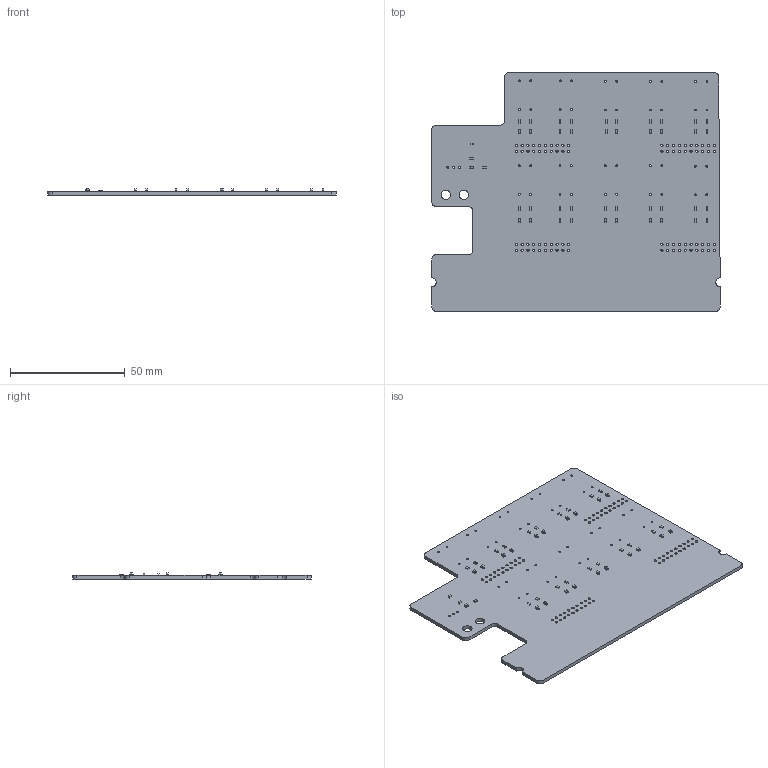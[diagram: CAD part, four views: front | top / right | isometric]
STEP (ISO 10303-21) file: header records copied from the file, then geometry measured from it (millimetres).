
FILE_DESCRIPTION(('KiCad electronic assembly'),'2;1');
FILE_NAME('GiecoBoard_2021_Rev1.step','2020-11-30T17:03:50',('An Author' ),('A Company'),'Open CASCADE STEP processor 6.8', 'KiCad to STEP converter','Unknown');
FILE_SCHEMA(('AUTOMOTIVE_DESIGN_CC2 { 1 2 10303 214 -1 1 5 4 }'));
Length unit declared in the file: millimetre
Products named in the file (8): Open CASCADE STEP translator 6.8 1; C_0603_1608Metric; SOLID; R_0603_1608Metric; LED_0603_1608Metric; COMPOUND
Assembly tree (48 placements, depth 3):
  Open CASCADE STEP translator 6.8 1
    C_0603_1608Metric  x2
      SOLID
    R_0603_1608Metric  x21
      SOLID
    LED_0603_1608Metric  x21
      SOLID
    COMPOUND
Bounding box: 125.73 x 104.14 x 2.75 mm (x, y, z)
Volume: 18979 mm3; surface area: 25343.8 mm2
Topology: 45 solids, 47 shells, 1807 faces, 4818 edges, 3128 vertices
Faces by surface type: plane 1308, cylinder 499
Full cylindrical faces by diameter (mm): 0.813 x40, 0.889 x3, 1 x80, 4.104 x2
Entity records: 23092 total; most frequent: CARTESIAN_POINT 7502, DIRECTION 2722, ORIENTED_EDGE 1464, PCURVE 1460, DEFINITIONAL_REPRESENTATION 1460, LINE 1410, VECTOR 1410, EDGE_CURVE 730
